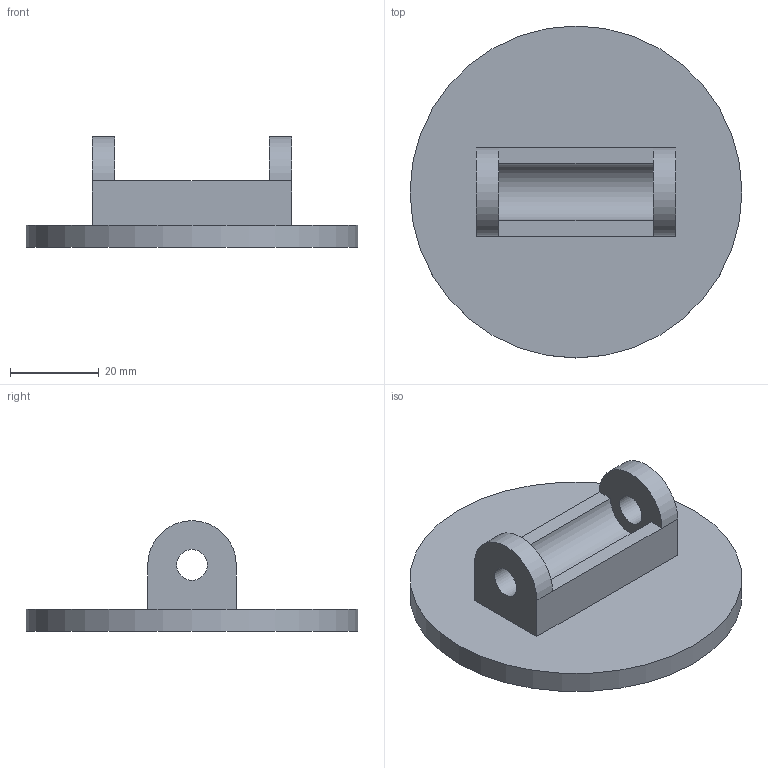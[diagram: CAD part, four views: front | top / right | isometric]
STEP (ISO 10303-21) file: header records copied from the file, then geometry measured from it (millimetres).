
FILE_DESCRIPTION(/* description */ (''),/* implementation_level */ '2;1');
FILE_NAME(/* name */ 'DHECbottomlockcapv2 v4.stp',/* time_stamp */ '2021-05-04T16:28:22-04:00',/* author */ (''),/* organization */ (''),/* preprocessor_version */ 'ST-DEVELOPER v18.1',/* originating_system */ 'Autodesk Translation Framework v10.6.0.1341',/* authorisation */ '');
FILE_SCHEMA (('AUTOMOTIVE_DESIGN { 1 0 10303 214 3 1 1 }'));
Length unit declared in the file: millimetre
Products named in the file (1): DHEC_bottom_lock_cap_v2
Bounding box: 75 x 75 x 25 mm (x, y, z)
Volume: 29952.5 mm3; surface area: 12514.7 mm2
Topology: 1 solids, 1 shells, 16 faces, 35 edges, 22 vertices
Faces by surface type: plane 10, cylinder 6
Full cylindrical faces by diameter (mm): 7 x2, 75 x1
Entity records: 480 total; most frequent: DIRECTION 81, CARTESIAN_POINT 74, ORIENTED_EDGE 70, EDGE_CURVE 35, AXIS2_PLACEMENT_3D 29, LINE 23, VECTOR 23, VERTEX_POINT 22
